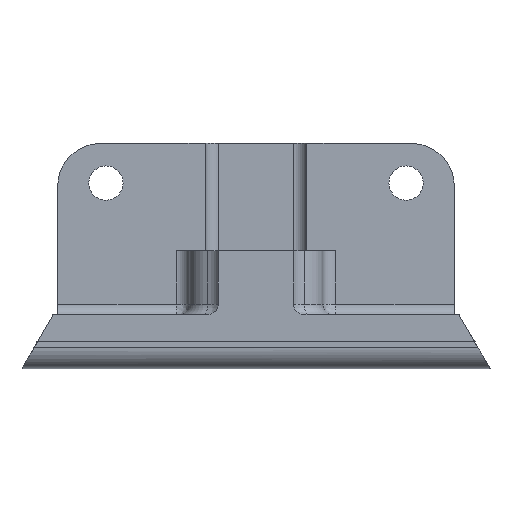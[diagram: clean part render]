
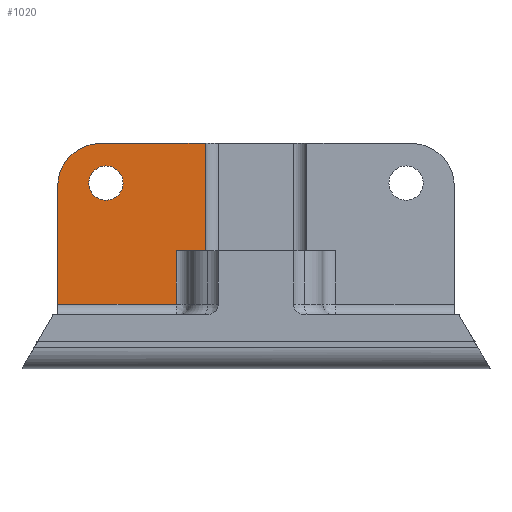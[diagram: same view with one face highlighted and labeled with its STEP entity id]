
A CAD part, front view. The second image highlights one B-rep face of the part: STEP entity #1020.
In plain terms, the highlighted planar face has unit normal (0, -1, 0).
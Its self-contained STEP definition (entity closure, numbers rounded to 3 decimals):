
#28=FACE_BOUND('',#173,.T.);
#67=CIRCLE('',#1109,4.);
#68=CIRCLE('',#1110,1.6);
#115=FACE_OUTER_BOUND('',#172,.T.);
#172=EDGE_LOOP('',(#827,#828,#829,#830,#831,#832,#833));
#173=EDGE_LOOP('',(#834));
#219=LINE('',#1483,#324);
#232=LINE('',#1515,#337);
#282=LINE('',#1678,#387);
#283=LINE('',#1683,#388);
#284=LINE('',#1685,#389);
#285=LINE('',#1686,#390);
#324=VECTOR('',#1177,1000.);
#337=VECTOR('',#1202,1000.);
#387=VECTOR('',#1326,1000.);
#388=VECTOR('',#1333,1000.);
#389=VECTOR('',#1334,1000.);
#390=VECTOR('',#1335,1000.);
#428=VERTEX_POINT('',#1480);
#429=VERTEX_POINT('',#1482);
#441=VERTEX_POINT('',#1512);
#442=VERTEX_POINT('',#1514);
#490=VERTEX_POINT('',#1677);
#491=VERTEX_POINT('',#1682);
#492=VERTEX_POINT('',#1684);
#493=VERTEX_POINT('',#1687);
#527=EDGE_CURVE('',#428,#429,#219,.T.);
#543=EDGE_CURVE('',#441,#442,#232,.T.);
#613=EDGE_CURVE('',#441,#490,#282,.T.);
#615=EDGE_CURVE('',#428,#442,#67,.T.);
#616=EDGE_CURVE('',#490,#491,#283,.T.);
#617=EDGE_CURVE('',#491,#492,#284,.T.);
#618=EDGE_CURVE('',#429,#492,#285,.T.);
#619=EDGE_CURVE('',#493,#493,#68,.T.);
#827=ORIENTED_EDGE('',*,*,#527,.F.);
#828=ORIENTED_EDGE('',*,*,#615,.T.);
#829=ORIENTED_EDGE('',*,*,#543,.F.);
#830=ORIENTED_EDGE('',*,*,#613,.T.);
#831=ORIENTED_EDGE('',*,*,#616,.T.);
#832=ORIENTED_EDGE('',*,*,#617,.T.);
#833=ORIENTED_EDGE('',*,*,#618,.F.);
#834=ORIENTED_EDGE('',*,*,#619,.F.);
#986=PLANE('',#1108);
#1020=ADVANCED_FACE('',(#115,#28),#986,.T.);
#1108=AXIS2_PLACEMENT_3D('',#1680,#1329,#1330);
#1109=AXIS2_PLACEMENT_3D('',#1681,#1331,#1332);
#1110=AXIS2_PLACEMENT_3D('',#1688,#1336,#1337);
#1177=DIRECTION('',(1.,0.,0.));
#1202=DIRECTION('',(0.,0.,1.));
#1326=DIRECTION('',(1.,0.,0.));
#1329=DIRECTION('center_axis',(0.,-1.,0.));
#1330=DIRECTION('ref_axis',(0.,0.,-1.));
#1331=DIRECTION('center_axis',(0.,-1.,0.));
#1332=DIRECTION('ref_axis',(0.,0.,-1.));
#1333=DIRECTION('',(0.,0.,1.));
#1334=DIRECTION('',(1.,0.,0.));
#1335=DIRECTION('',(0.,0.,-1.));
#1336=DIRECTION('center_axis',(0.,-1.,0.));
#1337=DIRECTION('ref_axis',(0.,0.,-1.));
#1480=CARTESIAN_POINT('',(-14.5,-11.7,10.45));
#1482=CARTESIAN_POINT('',(-4.75,-11.7,10.45));
#1483=CARTESIAN_POINT('',(0.,-11.7,10.45));
#1512=CARTESIAN_POINT('',(-18.5,-11.7,-4.55));
#1514=CARTESIAN_POINT('',(-18.5,-11.7,6.45));
#1515=CARTESIAN_POINT('',(-18.5,-11.7,-10.552));
#1677=CARTESIAN_POINT('',(-7.434,-11.7,-4.55));
#1678=CARTESIAN_POINT('',(0.,-11.7,-4.55));
#1680=CARTESIAN_POINT('Origin',(0.,-11.7,-10.552));
#1681=CARTESIAN_POINT('Origin',(-14.5,-11.7,6.45));
#1682=CARTESIAN_POINT('',(-7.434,-11.7,0.45));
#1683=CARTESIAN_POINT('',(-7.434,-11.7,0.45));
#1684=CARTESIAN_POINT('',(-4.75,-11.7,0.45));
#1685=CARTESIAN_POINT('',(0.,-11.7,0.45));
#1686=CARTESIAN_POINT('',(-4.75,-11.7,23.913));
#1687=CARTESIAN_POINT('',(-14.,-11.7,8.35));
#1688=CARTESIAN_POINT('Origin',(-14.,-11.7,6.75));
